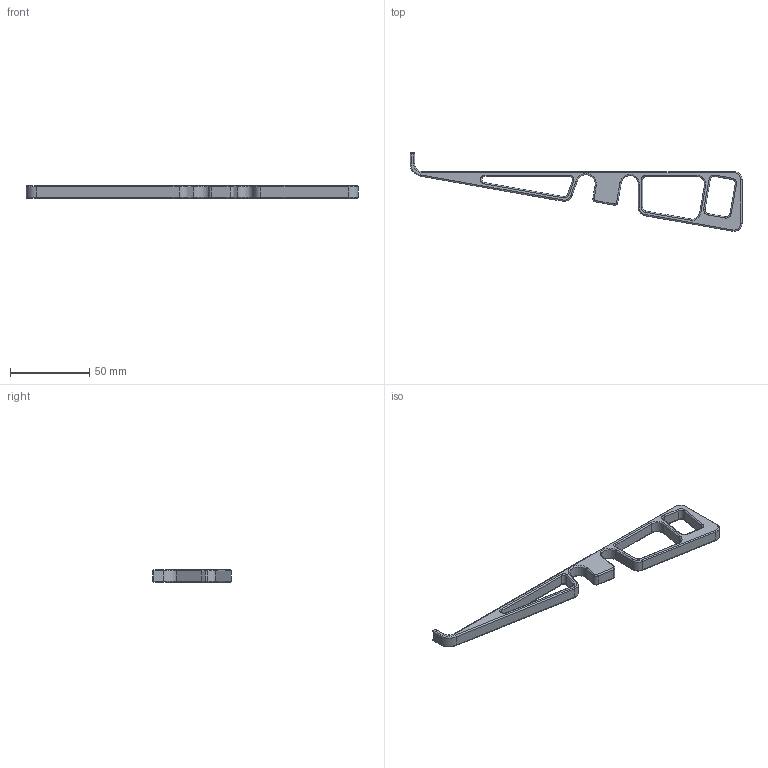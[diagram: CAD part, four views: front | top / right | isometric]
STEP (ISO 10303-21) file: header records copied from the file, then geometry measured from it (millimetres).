
FILE_DESCRIPTION(/* description */ ('STEP AP242','CAx-IF Rec.Pracs.---Representation and Presentation of Product Manufacturing Information (PMI)---4.0---2014-10-13','CAx-IF Rec.Pracs.---3D Tessellated Geometry---0.4---2014-09-14','2;1'),/* implementation_level */ '2;1');
FILE_NAME(/* name */ '63c905a960772d6a414cba0d',/* time_stamp */ '2023-01-19T08:56:10+00:00',/* author */ (''),/* organization */ (''),/* preprocessor_version */ 'ST-DEVELOPER v18.102',/* originating_system */ ' ',/* authorisation */ ' ');
FILE_SCHEMA (('AP242_MANAGED_MODEL_BASED_3D_ENGINEERING_MIM_LF { 1 0 10303 442 1 1 4 }'));
Length unit declared in the file: metre
Products named in the file (1): Right
Bounding box: 210 x 49.78 x 8 mm (x, y, z)
Volume: 15276.1 mm3; surface area: 10147.5 mm2
Topology: 1 solids, 1 shells, 140 faces, 322 edges, 180 vertices
Faces by surface type: cylinder 69, torus 42, plane 25, sphere 4
Entity records: 3934 total; most frequent: DIRECTION 768, CARTESIAN_POINT 663, ORIENTED_EDGE 636, EDGE_CURVE 318, AXIS2_PLACEMENT_3D 315, VERTEX_POINT 180, CIRCLE 174, EDGE_LOOP 146
